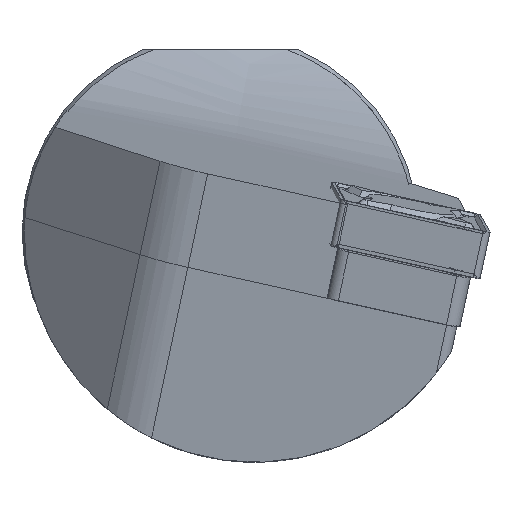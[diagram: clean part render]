
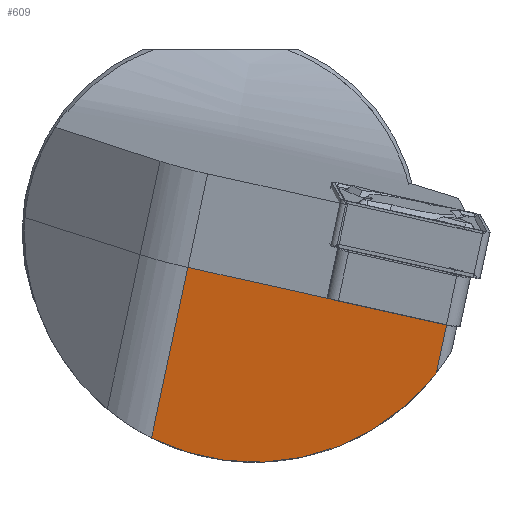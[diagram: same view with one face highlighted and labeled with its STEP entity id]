
A CAD part, left-side view. The second image highlights one B-rep face of the part: STEP entity #609.
In plain terms, the highlighted planar face has unit normal (-0.991, 0.105, -0.084).
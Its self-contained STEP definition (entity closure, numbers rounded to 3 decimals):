
#567=ELLIPSE('',#2298,14.633,14.5);
#609=ADVANCED_FACE('',(#774),#710,.F.);
#710=PLANE('',#2303);
#774=FACE_OUTER_BOUND('',#873,.T.);
#873=EDGE_LOOP('',(#1080,#1081,#1082,#1083,#1084,#1085));
#1080=ORIENTED_EDGE('',*,*,#1752,.F.);
#1081=ORIENTED_EDGE('',*,*,#1751,.T.);
#1082=ORIENTED_EDGE('',*,*,#1746,.T.);
#1083=ORIENTED_EDGE('',*,*,#1753,.F.);
#1084=ORIENTED_EDGE('',*,*,#1754,.T.);
#1085=ORIENTED_EDGE('',*,*,#1719,.T.);
#1554=VERTEX_POINT('',#2961);
#1555=VERTEX_POINT('',#2962);
#1577=VERTEX_POINT('',#3051);
#1578=VERTEX_POINT('',#3053);
#1581=VERTEX_POINT('',#3063);
#1582=VERTEX_POINT('',#3069);
#1719=EDGE_CURVE('',#1554,#1555,#1975,.T.);
#1746=EDGE_CURVE('',#1578,#1577,#567,.T.);
#1751=EDGE_CURVE('',#1581,#1578,#1992,.T.);
#1752=EDGE_CURVE('',#1581,#1555,#1993,.T.);
#1753=EDGE_CURVE('',#1582,#1577,#1994,.T.);
#1754=EDGE_CURVE('',#1582,#1554,#1995,.T.);
#1975=LINE('',#2960,#2130);
#1992=LINE('',#3065,#2147);
#1993=LINE('',#3067,#2148);
#1994=LINE('',#3068,#2149);
#1995=LINE('',#3070,#2150);
#2130=VECTOR('',#2460,1.);
#2147=VECTOR('',#2509,1.);
#2148=VECTOR('',#2512,1.);
#2149=VECTOR('',#2513,1.);
#2150=VECTOR('',#2514,1.);
#2298=AXIS2_PLACEMENT_3D('',#3052,#2500,#2501);
#2303=AXIS2_PLACEMENT_3D('',#3071,#2515,#2516);
#2460=DIRECTION('',(0.085,0.973,0.216));
#2500=DIRECTION('',(-0.991,0.105,-0.084));
#2501=DIRECTION('',(-0.135,-0.773,0.62));
#2509=DIRECTION('',(0.105,0.207,-0.973));
#2512=DIRECTION('',(-0.085,-0.973,-0.216));
#2513=DIRECTION('',(0.105,0.207,-0.973));
#2514=DIRECTION('',(0.085,0.973,0.216));
#2515=DIRECTION('',(0.991,-0.105,0.084));
#2516=DIRECTION('',(0.105,0.994,0.));
#2960=CARTESIAN_POINT('',(2.885,2.049,-2.208));
#2961=CARTESIAN_POINT('',(2.102,-6.938,-4.203));
#2962=CARTESIAN_POINT('',(2.117,-6.766,-4.164));
#3051=CARTESIAN_POINT('',(1.79,-13.622,-8.868));
#3052=CARTESIAN_POINT('',(2.253,-2.15,0.));
#3053=CARTESIAN_POINT('',(4.041,4.336,-12.968));
#3063=CARTESIAN_POINT('',(2.885,2.049,-2.208));
#3065=CARTESIAN_POINT('',(-32.606,-68.158,328.09));
#3067=CARTESIAN_POINT('',(2.885,2.049,-2.208));
#3068=CARTESIAN_POINT('',(-34.028,-84.475,324.469));
#3069=CARTESIAN_POINT('',(1.463,-14.268,-5.829));
#3070=CARTESIAN_POINT('',(2.885,2.049,-2.208));
#3071=CARTESIAN_POINT('',(-32.606,-68.158,328.09));
